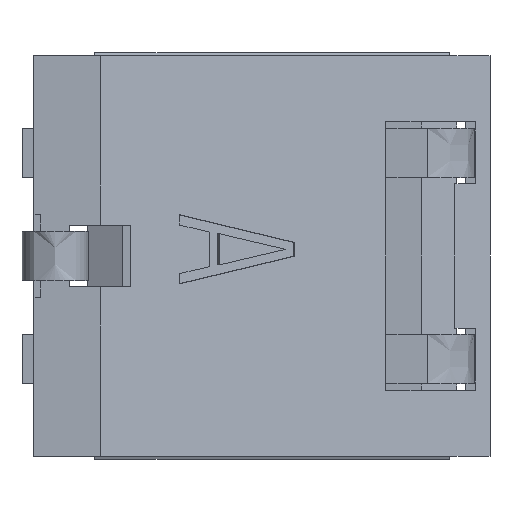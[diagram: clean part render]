
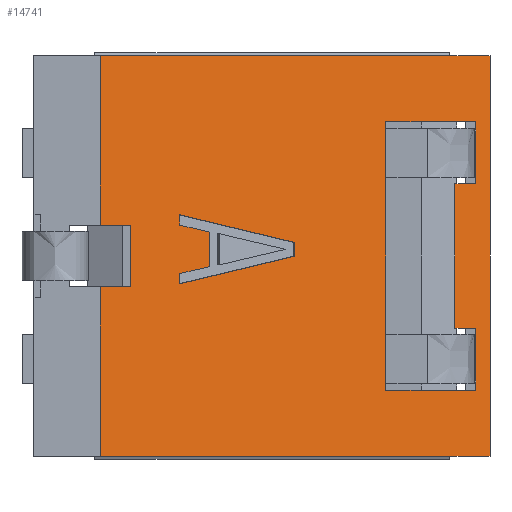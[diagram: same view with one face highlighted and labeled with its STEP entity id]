
A CAD part, left-side view. The second image highlights one B-rep face of the part: STEP entity #14741.
In plain terms, the highlighted free-form (B-spline) face has degree [1, 1] with [2, 2] control points.
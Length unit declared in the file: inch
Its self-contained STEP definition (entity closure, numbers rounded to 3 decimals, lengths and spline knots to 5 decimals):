
#3846=DIRECTION('',(0.,-0.924,0.383));
#3847=VECTOR('',#3846,0.01082);
#3848=CARTESIAN_POINT('',(-0.035,-0.0885,-0.03776));
#3849=LINE('',#3848,#3847);
#5388=DIRECTION('',(0.,-0.924,0.383));
#5389=VECTOR('',#5388,0.20457);
#5390=CARTESIAN_POINT('',(0.097,0.0835,-0.109));
#5391=LINE('',#5390,#5389);
#5850=DIRECTION('',(0.,-0.924,0.383));
#5851=VECTOR('',#5850,0.20457);
#5852=CARTESIAN_POINT('',(-0.097,0.0835,-0.109));
#5853=LINE('',#5852,#5851);
#6080=DIRECTION('',(-1.,0.,0.));
#6081=VECTOR('',#6080,0.082);
#6082=CARTESIAN_POINT('',(0.097,0.0835,-0.109));
#6083=LINE('',#6082,#6081);
#6087=DIRECTION('',(0.,-0.924,0.383));
#6088=VECTOR('',#6087,0.01624);
#6089=CARTESIAN_POINT('',(0.015,0.0835,-0.109));
#6090=LINE('',#6089,#6088);
#6094=DIRECTION('',(-1.,0.,0.));
#6095=VECTOR('',#6094,0.03);
#6096=CARTESIAN_POINT('',(0.015,0.0685,-0.10279));
#6097=LINE('',#6096,#6095);
#6101=DIRECTION('',(0.,-0.924,0.383));
#6102=VECTOR('',#6101,0.01624);
#6103=CARTESIAN_POINT('',(-0.015,0.0835,-0.109));
#6104=LINE('',#6103,#6102);
#6108=DIRECTION('',(-1.,0.,0.));
#6109=VECTOR('',#6108,0.082);
#6110=CARTESIAN_POINT('',(-0.015,0.0835,-0.109));
#6111=LINE('',#6110,#6109);
#6115=DIRECTION('',(-1.,0.,0.));
#6116=VECTOR('',#6115,0.00671);
#6117=CARTESIAN_POINT('',(0.00012,-0.01098,
-0.06987));
#6118=LINE('',#6117,#6116);
#6122=DIRECTION('',(-0.217,0.902,-0.374));
#6123=VECTOR('',#6122,0.06183);
#6124=CARTESIAN_POINT('',(-0.00659,-0.01098,
-0.06987));
#6125=LINE('',#6124,#6123);
#6129=DIRECTION('',(1.,0.,0.));
#6130=VECTOR('',#6129,0.00503);
#6131=CARTESIAN_POINT('',(-0.02,0.04479,
-0.09296));
#6132=LINE('',#6131,#6130);
#6136=DIRECTION('',(0.213,-0.903,0.374));
#6137=VECTOR('',#6136,0.01577);
#6138=CARTESIAN_POINT('',(-0.01497,0.04479,
-0.09296));
#6139=LINE('',#6138,#6137);
#6143=DIRECTION('',(1.,0.,0.));
#6144=VECTOR('',#6143,0.01677);
#6145=CARTESIAN_POINT('',(-0.01162,0.03055,
-0.08707));
#6146=LINE('',#6145,#6144);
#6150=DIRECTION('',(0.213,0.903,-0.374));
#6151=VECTOR('',#6150,0.01577);
#6152=CARTESIAN_POINT('',(0.00515,0.03055,
-0.08707));
#6153=LINE('',#6152,#6151);
#6157=DIRECTION('',(1.,0.,0.));
#6158=VECTOR('',#6157,0.00503);
#6159=CARTESIAN_POINT('',(0.0085,0.04479,
-0.09296));
#6160=LINE('',#6159,#6158);
#6164=DIRECTION('',(-0.217,-0.902,0.374));
#6165=VECTOR('',#6164,0.06183);
#6166=CARTESIAN_POINT('',(0.01353,0.04479,
-0.09296));
#6167=LINE('',#6166,#6165);
#6192=DIRECTION('',(1.,0.,0.));
#6193=VECTOR('',#6192,0.03);
#6194=CARTESIAN_POINT('',(0.035,-0.0985,-0.03361));
#6195=LINE('',#6194,#6193);
#6199=DIRECTION('',(-1.,0.,0.));
#6200=VECTOR('',#6199,0.07);
#6201=CARTESIAN_POINT('',(0.035,-0.0885,-0.03776));
#6202=LINE('',#6201,#6200);
#6206=DIRECTION('',(1.,0.,0.));
#6207=VECTOR('',#6206,0.03);
#6208=CARTESIAN_POINT('',(-0.065,-0.0985,-0.03361));
#6209=LINE('',#6208,#6207);
#6213=DIRECTION('',(0.,-0.924,0.383));
#6214=VECTOR('',#6213,0.04708);
#6215=CARTESIAN_POINT('',(-0.065,-0.055,-0.05163));
#6216=LINE('',#6215,#6214);
#6220=DIRECTION('',(-1.,0.,0.));
#6221=VECTOR('',#6220,0.13);
#6222=CARTESIAN_POINT('',(0.065,-0.055,-0.05163));
#6223=LINE('',#6222,#6221);
#6227=DIRECTION('',(0.,0.924,-0.383));
#6228=VECTOR('',#6227,0.04708);
#6229=CARTESIAN_POINT('',(0.065,-0.0985,-0.03361));
#6230=LINE('',#6229,#6228);
#6248=DIRECTION('',(-1.,0.,0.));
#6249=VECTOR('',#6248,0.194);
#6250=CARTESIAN_POINT('',(0.097,-0.1055,-0.03071));
#6251=LINE('',#6250,#6249);
#6298=DIRECTION('',(0.,-0.924,0.383));
#6299=VECTOR('',#6298,0.01082);
#6300=CARTESIAN_POINT('',(0.035,-0.0885,-0.03776));
#6301=LINE('',#6300,#6299);
#8479=CARTESIAN_POINT('',(0.097,0.0835,-0.109));
#8480=CARTESIAN_POINT('',(0.097,-0.1055,-0.03071));
#8481=VERTEX_POINT('',#8479);
#8482=VERTEX_POINT('',#8480);
#8489=CARTESIAN_POINT('',(-0.097,0.0835,-0.109));
#8490=CARTESIAN_POINT('',(-0.097,-0.1055,-0.03071));
#8491=VERTEX_POINT('',#8489);
#8492=VERTEX_POINT('',#8490);
#8587=CARTESIAN_POINT('',(0.065,-0.0985,-0.03361));
#8588=CARTESIAN_POINT('',(0.065,-0.055,-0.05163));
#8589=VERTEX_POINT('',#8587);
#8590=VERTEX_POINT('',#8588);
#8591=CARTESIAN_POINT('',(-0.065,-0.055,-0.05163));
#8592=VERTEX_POINT('',#8591);
#8593=CARTESIAN_POINT('',(-0.065,-0.0985,-0.03361));
#8594=VERTEX_POINT('',#8593);
#8607=CARTESIAN_POINT('',(0.015,0.0835,-0.109));
#8608=VERTEX_POINT('',#8607);
#8609=CARTESIAN_POINT('',(-0.015,0.0835,-0.109));
#8610=VERTEX_POINT('',#8609);
#8623=CARTESIAN_POINT('',(-0.015,0.0685,-0.10279));
#8624=VERTEX_POINT('',#8623);
#8625=CARTESIAN_POINT('',(0.015,0.0685,-0.10279));
#8626=VERTEX_POINT('',#8625);
#8677=CARTESIAN_POINT('',(0.00012,-0.01098,
-0.06987));
#8678=CARTESIAN_POINT('',(-0.00659,-0.01098,
-0.06987));
#8679=VERTEX_POINT('',#8677);
#8680=VERTEX_POINT('',#8678);
#8681=CARTESIAN_POINT('',(-0.02,0.04479,
-0.09296));
#8682=VERTEX_POINT('',#8681);
#8683=CARTESIAN_POINT('',(-0.01497,0.04479,
-0.09296));
#8684=VERTEX_POINT('',#8683);
#8685=CARTESIAN_POINT('',(-0.01162,0.03055,
-0.08707));
#8686=VERTEX_POINT('',#8685);
#8687=CARTESIAN_POINT('',(0.00515,0.03055,
-0.08707));
#8688=VERTEX_POINT('',#8687);
#8689=CARTESIAN_POINT('',(0.0085,0.04479,
-0.09296));
#8690=VERTEX_POINT('',#8689);
#8691=CARTESIAN_POINT('',(0.01353,0.04479,
-0.09296));
#8692=VERTEX_POINT('',#8691);
#8747=CARTESIAN_POINT('',(0.035,-0.0885,-0.03776));
#8748=CARTESIAN_POINT('',(-0.035,-0.0885,-0.03776));
#8749=VERTEX_POINT('',#8747);
#8750=VERTEX_POINT('',#8748);
#8759=CARTESIAN_POINT('',(-0.035,-0.0985,-0.03361));
#8760=VERTEX_POINT('',#8759);
#8761=CARTESIAN_POINT('',(0.035,-0.0985,-0.03361));
#8762=VERTEX_POINT('',#8761);
#14690=CARTESIAN_POINT('',(0.10088,0.08728,-0.11057));
#14691=CARTESIAN_POINT('',(-0.10088,0.08728,-0.11057));
#14692=CARTESIAN_POINT('',(0.10088,-0.10928,-0.02915));
#14693=CARTESIAN_POINT('',(-0.10088,-0.10928,-0.02915));
#14694=B_SPLINE_SURFACE_WITH_KNOTS('',1,1,((#14690,#14691),(#14692,#14693)),
.UNSPECIFIED.,.F.,.F.,.F.,(2,2),(2,2),(-0.00409,0.20866),(
-0.00388,0.19788),.UNSPECIFIED.);
#14695=ORIENTED_EDGE('',*,*,#14480,.T.);
#14697=ORIENTED_EDGE('',*,*,#14696,.T.);
#14699=ORIENTED_EDGE('',*,*,#14698,.T.);
#14700=ORIENTED_EDGE('',*,*,#14683,.F.);
#14701=ORIENTED_EDGE('',*,*,#14464,.T.);
#14702=ORIENTED_EDGE('',*,*,#14443,.T.);
#14704=ORIENTED_EDGE('',*,*,#14703,.F.);
#14705=ORIENTED_EDGE('',*,*,#14184,.F.);
#14706=EDGE_LOOP('',(#14695,#14697,#14699,#14700,#14701,#14702,#14704,#14705));
#14707=FACE_OUTER_BOUND('',#14706,.F.);
#14709=ORIENTED_EDGE('',*,*,#14708,.T.);
#14711=ORIENTED_EDGE('',*,*,#14710,.T.);
#14713=ORIENTED_EDGE('',*,*,#14712,.T.);
#14715=ORIENTED_EDGE('',*,*,#14714,.T.);
#14717=ORIENTED_EDGE('',*,*,#14716,.T.);
#14719=ORIENTED_EDGE('',*,*,#14718,.T.);
#14721=ORIENTED_EDGE('',*,*,#14720,.T.);
#14723=ORIENTED_EDGE('',*,*,#14722,.T.);
#14724=EDGE_LOOP('',(#14709,#14711,#14713,#14715,#14717,#14719,#14721,#14723));
#14725=FACE_BOUND('',#14724,.F.);
#14727=ORIENTED_EDGE('',*,*,#14726,.F.);
#14729=ORIENTED_EDGE('',*,*,#14728,.F.);
#14730=ORIENTED_EDGE('',*,*,#12675,.T.);
#14731=ORIENTED_EDGE('',*,*,#12970,.T.);
#14733=ORIENTED_EDGE('',*,*,#14732,.F.);
#14734=ORIENTED_EDGE('',*,*,#12764,.F.);
#14736=ORIENTED_EDGE('',*,*,#14735,.F.);
#14738=ORIENTED_EDGE('',*,*,#14737,.F.);
#14739=EDGE_LOOP('',(#14727,#14729,#14730,#14731,#14733,#14734,#14736,#14738));
#14740=FACE_BOUND('',#14739,.F.);
#14741=ADVANCED_FACE('',(#14707,#14725,#14740),#14694,.T.);
#12675=EDGE_CURVE('',#8749,#8750,#6202,.T.);
#12764=EDGE_CURVE('',#8592,#8594,#6216,.T.);
#12970=EDGE_CURVE('',#8750,#8760,#3849,.T.);
#14184=EDGE_CURVE('',#8481,#8482,#5391,.T.);
#14443=EDGE_CURVE('',#8491,#8492,#5853,.T.);
#14464=EDGE_CURVE('',#8610,#8491,#6111,.T.);
#14480=EDGE_CURVE('',#8481,#8608,#6083,.T.);
#14683=EDGE_CURVE('',#8610,#8624,#6104,.T.);
#14696=EDGE_CURVE('',#8608,#8626,#6090,.T.);
#14698=EDGE_CURVE('',#8626,#8624,#6097,.T.);
#14703=EDGE_CURVE('',#8482,#8492,#6251,.T.);
#14708=EDGE_CURVE('',#8679,#8680,#6118,.T.);
#14710=EDGE_CURVE('',#8680,#8682,#6125,.T.);
#14712=EDGE_CURVE('',#8682,#8684,#6132,.T.);
#14714=EDGE_CURVE('',#8684,#8686,#6139,.T.);
#14716=EDGE_CURVE('',#8686,#8688,#6146,.T.);
#14718=EDGE_CURVE('',#8688,#8690,#6153,.T.);
#14720=EDGE_CURVE('',#8690,#8692,#6160,.T.);
#14722=EDGE_CURVE('',#8692,#8679,#6167,.T.);
#14726=EDGE_CURVE('',#8762,#8589,#6195,.T.);
#14728=EDGE_CURVE('',#8749,#8762,#6301,.T.);
#14732=EDGE_CURVE('',#8594,#8760,#6209,.T.);
#14735=EDGE_CURVE('',#8590,#8592,#6223,.T.);
#14737=EDGE_CURVE('',#8589,#8590,#6230,.T.);
